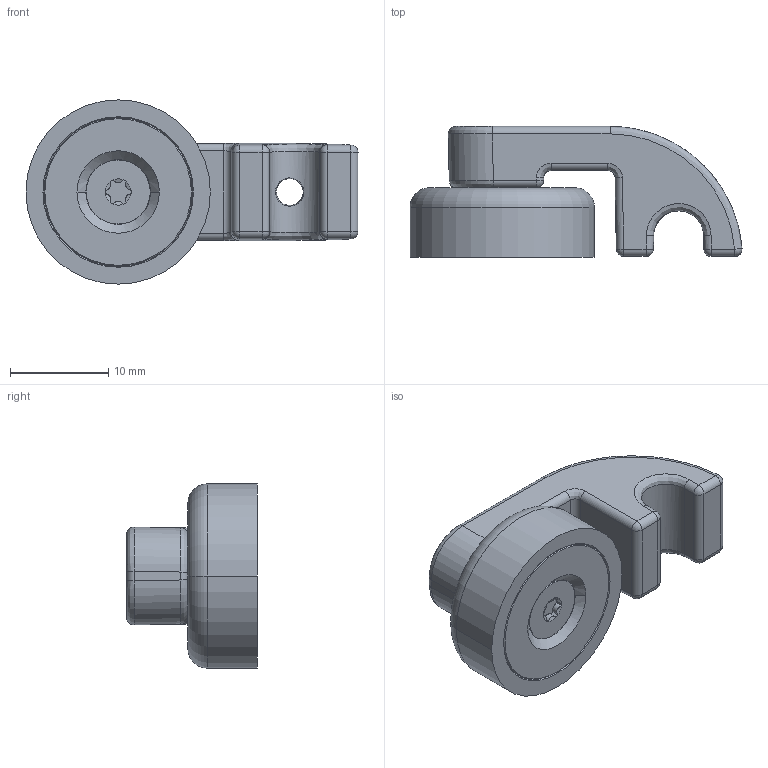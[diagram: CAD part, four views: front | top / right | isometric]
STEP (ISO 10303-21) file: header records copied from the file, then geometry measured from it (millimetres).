
FILE_DESCRIPTION((''),'2;1');
FILE_NAME('231749_SM01_ASM','2022-12-16T14:34:10',('PDMAdmin'),('BANNER ENGINEERING'),'CREO PARAMETRIC BY PTC INC, 2019292','CREO PARAMETRIC BY PTC INC, 2019292','');
FILE_SCHEMA(('CONFIG_CONTROL_DESIGN'));
Length unit declared in the file: millimetre
Products named in the file (2): 231749_EP01; 231749_SM01_ASM
Assembly tree (1 placements, depth 2):
  231749_SM01_ASM
    231749_EP01
Bounding box: 33.86 x 13.35 x 18.8 mm (x, y, z)
Volume: 3671.2 mm3; surface area: 2328.3 mm2
Topology: 1 solids, 1 shells, 203 faces, 496 edges, 294 vertices
Faces by surface type: cylinder 82, bspline 49, cone 33, plane 21, sphere 12, torus 6
Entity records: 11175 total; most frequent: CARTESIAN_POINT 6821, ORIENTED_EDGE 992, DIRECTION 743, EDGE_CURVE 496, VERTEX_POINT 294, AXIS2_PLACEMENT_3D 289, EDGE_LOOP 214, FACE_OUTER_BOUND 203
